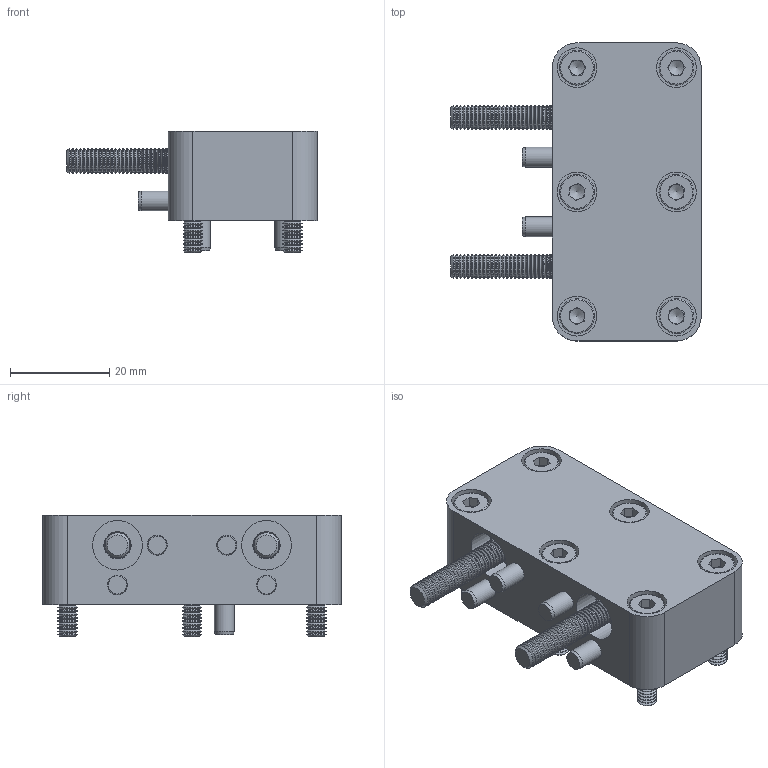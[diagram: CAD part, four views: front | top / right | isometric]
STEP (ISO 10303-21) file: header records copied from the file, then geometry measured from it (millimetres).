
FILE_DESCRIPTION (( 'STEP AP214' ), '1' );
FILE_NAME ('0186-2410_250424_GM50!51-23_DM03-23-AP.STEP', '2025-04-24T12:44:46', ( '' ), ( '' ), 'SwSTEP 2.0', 'SolidWorks 2024', '' );
FILE_SCHEMA (( 'AUTOMOTIVE_DESIGN' ));
Length unit declared in the file: millimetre
Products named in the file (6): 0186-2410_250424_GM50!51-23_DM03-23-AP; 0180-3325_GM50k-23_DM03-23-AP; 0230-0441_Zyl.-Stift_4x12_STAHL-GH; 0230-0102_zyl.-schr._i-6kt_M5x30_8.8_v-b; 0230-0205_zyl.-schr._i-6kt_M5x45_8.8_v-b (2); 0230-0312_Zyl.-Schr_I-6kt_M4x20_8.8_v-b
Assembly tree (17 placements, depth 2):
  0186-2410_250424_GM50!51-23_DM03-23-AP
    0180-3325_GM50k-23_DM03-23-AP
    0230-0441_Zyl.-Stift_4x12_STAHL-GH  x6
    0230-0205_zyl.-schr._i-6kt_M5x45_8.8_v-b (2)  x2
    0230-0312_Zyl.-Schr_I-6kt_M4x20_8.8_v-b  x6
    0230-0102_zyl.-schr._i-6kt_M5x30_8.8_v-b  x2
Bounding box: 50.4 x 60 x 24.4 mm (x, y, z)
Volume: 31566.8 mm3; surface area: 19708.9 mm2
Topology: 17 solids, 17 shells, 1136 faces, 2306 edges, 1224 vertices
Faces by surface type: cone 600, cylinder 338, plane 178, torus 20
Full cylindrical faces by diameter (mm): 4 x176, 4.5 x6, 5 x130, 5.5 x2, 7 x6, 8 x6, 8.5 x4, 10 x4
Entity records: 8512 total; most frequent: DIRECTION 1638, CARTESIAN_POINT 1277, ORIENTED_EDGE 916, AXIS2_PLACEMENT_3D 775, EDGE_LOOP 740, FACE_OUTER_BOUND 513, EDGE_CURVE 458, VERTEX_POINT 414
